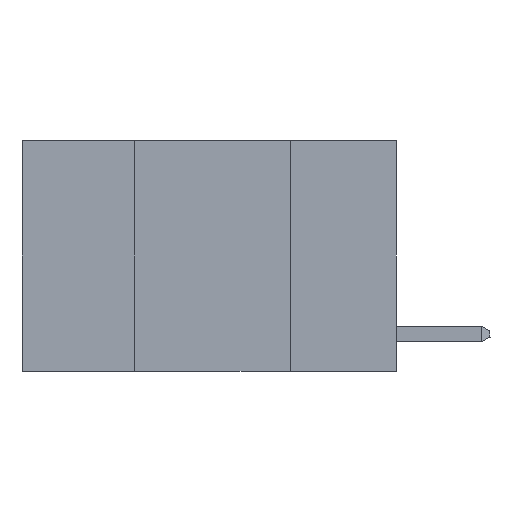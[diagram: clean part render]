
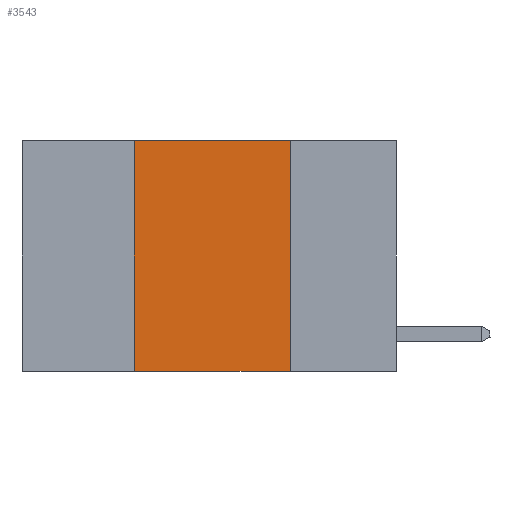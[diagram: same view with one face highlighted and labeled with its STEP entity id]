
A CAD part, left-side view. The second image highlights one B-rep face of the part: STEP entity #3543.
In plain terms, the highlighted planar face has unit normal (-1, 0, 0).
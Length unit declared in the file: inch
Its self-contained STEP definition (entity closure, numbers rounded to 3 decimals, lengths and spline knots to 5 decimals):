
#209 = PLANE ( 'NONE',  #5726 ) ;
#241 = ORIENTED_EDGE ( 'NONE', *, *, #13257, .F. ) ;
#1161 = VECTOR ( 'NONE', #19138, 39.37008 ) ;
#1195 = CARTESIAN_POINT ( 'NONE',  ( 0., 0.42, 0. ) ) ;
#2008 = FACE_OUTER_BOUND ( 'NONE', #2099, .T. ) ;
#2099 = EDGE_LOOP ( 'NONE', ( #12691, #15567, #241, #3902 ) ) ;
#2394 = CARTESIAN_POINT ( 'NONE',  ( 0., 0.42, 0. ) ) ;
#3127 = LINE ( 'NONE', #1195, #18777 ) ;
#3543 = ADVANCED_FACE ( 'NONE', ( #2008 ), #209, .F. ) ;
#3902 = ORIENTED_EDGE ( 'NONE', *, *, #10349, .T. ) ;
#4185 = LINE ( 'NONE', #9813, #1161 ) ;
#4790 = CARTESIAN_POINT ( 'NONE',  ( 0., 0.17, 0. ) ) ;
#5726 = AXIS2_PLACEMENT_3D ( 'NONE', #18608, #7488, #18269 ) ;
#6073 = CARTESIAN_POINT ( 'NONE',  ( 0., 0.17, 0. ) ) ;
#6099 = VECTOR ( 'NONE', #9798, 39.37008 ) ;
#6974 = VECTOR ( 'NONE', #23210, 39.37008 ) ;
#7488 = DIRECTION ( 'NONE',  ( 1., 0., 0. ) ) ;
#8225 = CARTESIAN_POINT ( 'NONE',  ( 0., 0.6, -0.37 ) ) ;
#8881 = VERTEX_POINT ( 'NONE', #2394 ) ;
#9798 = DIRECTION ( 'NONE',  ( 0., -1., 0. ) ) ;
#9813 = CARTESIAN_POINT ( 'NONE',  ( 0., 0.6, 0. ) ) ;
#10328 = LINE ( 'NONE', #4790, #6974 ) ;
#10349 = EDGE_CURVE ( 'NONE', #22533, #11852, #12121, .T. ) ;
#10419 = DIRECTION ( 'NONE',  ( 0., 0., 1. ) ) ;
#11548 = CARTESIAN_POINT ( 'NONE',  ( 0., 0.42, -0.37 ) ) ;
#11852 = VERTEX_POINT ( 'NONE', #16682 ) ;
#12121 = LINE ( 'NONE', #8225, #6099 ) ;
#12691 = ORIENTED_EDGE ( 'NONE', *, *, #23493, .F. ) ;
#13257 = EDGE_CURVE ( 'NONE', #22533, #8881, #3127, .T. ) ;
#13478 = VERTEX_POINT ( 'NONE', #6073 ) ;
#15567 = ORIENTED_EDGE ( 'NONE', *, *, #21643, .F. ) ;
#16682 = CARTESIAN_POINT ( 'NONE',  ( 0., 0.17, -0.37 ) ) ;
#18269 = DIRECTION ( 'NONE',  ( 0., 0., -1. ) ) ;
#18608 = CARTESIAN_POINT ( 'NONE',  ( 0., 0.6, 0. ) ) ;
#18777 = VECTOR ( 'NONE', #10419, 39.37008 ) ;
#19138 = DIRECTION ( 'NONE',  ( 0., -1., 0. ) ) ;
#21643 = EDGE_CURVE ( 'NONE', #8881, #13478, #4185, .T. ) ;
#22533 = VERTEX_POINT ( 'NONE', #11548 ) ;
#23210 = DIRECTION ( 'NONE',  ( 0., 0., -1. ) ) ;
#23493 = EDGE_CURVE ( 'NONE', #13478, #11852, #10328, .T. ) ;
